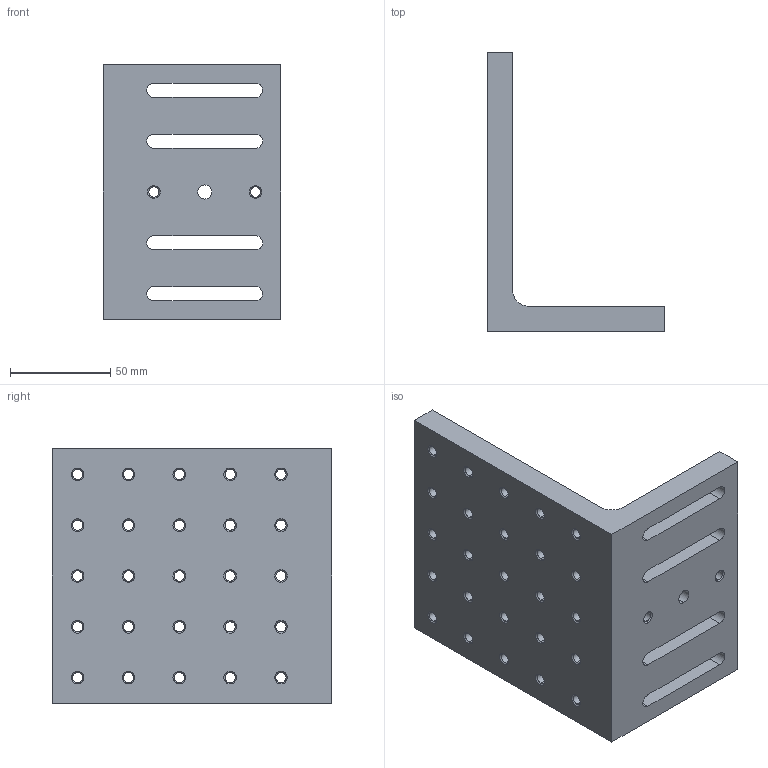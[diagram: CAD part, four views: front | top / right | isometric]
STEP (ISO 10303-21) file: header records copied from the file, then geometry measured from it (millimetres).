
FILE_DESCRIPTION (( 'STEP AP203' ), '1' );
FILE_NAME ('Web Model 55378_Default.step', '2018-09-07T14:48:48', ( '' ), ( '' ), 'SwSTEP 2.0', 'SolidWorks 2016', '' );
FILE_SCHEMA (( 'CONFIG_CONTROL_DESIGN' ));
Length unit declared in the file: millimetre
Products named in the file (1): Web Model 55378_Default
Bounding box: 88.9 x 139.7 x 127 mm (x, y, z)
Volume: 321532.5 mm3; surface area: 70652.8 mm2
Topology: 1 solids, 1 shells, 188 faces, 451 edges, 266 vertices
Faces by surface type: cone 104, cylinder 67, plane 17
Entity records: 5646 total; most frequent: DIRECTION 1067, CARTESIAN_POINT 906, ORIENTED_EDGE 902, EDGE_CURVE 451, AXIS2_PLACEMENT_3D 427, VERTEX_POINT 266, EDGE_LOOP 253, CIRCLE 238
